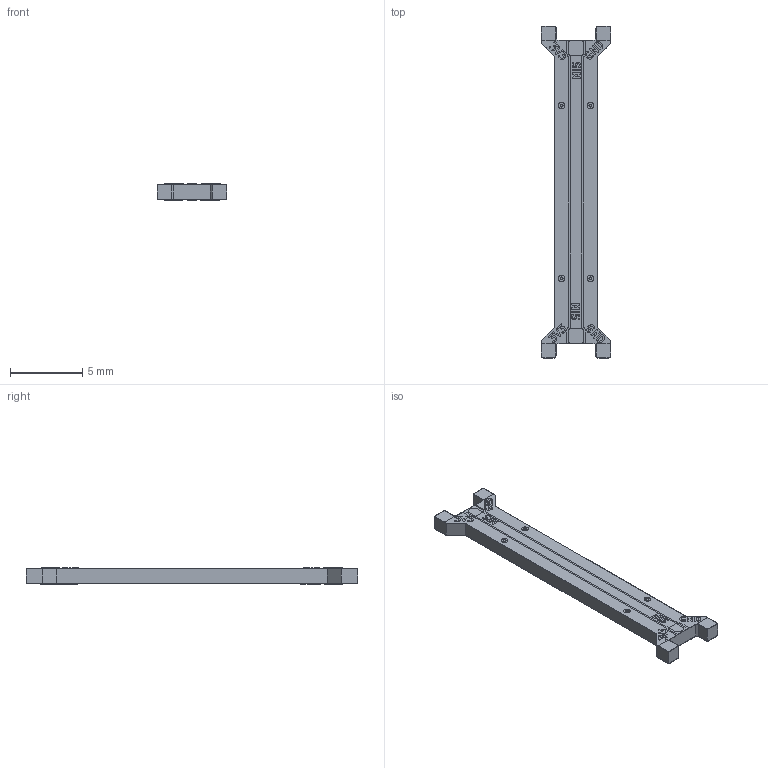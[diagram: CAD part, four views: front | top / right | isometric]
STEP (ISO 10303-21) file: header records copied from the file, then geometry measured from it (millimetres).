
FILE_DESCRIPTION(('FreeCAD Model'),'2;1');
FILE_NAME('Open CASCADE Shape Model','2024-03-07T21:24:36',(''),(''), 'Open CASCADE STEP processor 7.6','FreeCAD','Unknown');
FILE_SCHEMA(('AUTOMOTIVE_DESIGN { 1 0 10303 214 1 1 1 1 }'));
Length unit declared in the file: millimetre
Products named in the file (13): dogbone; Local_CS_8109; Board_Geoms_8109; Pcb_8109; PCB_Sketch_8109; topPads_8109; topTracks_8109; topZones_8109; botPads_8109; botTracks_8109; botZones_8109; botSilks_1c50; topSilks_1184
Assembly tree (12 placements, depth 3):
  dogbone
    Local_CS_8109
    Board_Geoms_8109
      Pcb_8109
      PCB_Sketch_8109
      topPads_8109
      topTracks_8109
      topZones_8109
      botPads_8109
      botTracks_8109
      botZones_8109
      botSilks_1c50
      topSilks_1184
Bounding box: 4.85 x 23.05 x 1.14 mm (x, y, z)
Volume: 67.3 mm3; surface area: 337.5 mm2
Topology: 1 solids, 62 shells, 87 faces, 2848 edges, 2848 vertices
Faces by surface type: plane 87
Entity records: 24559 total; most frequent: CARTESIAN_POINT 5796, DIRECTION 3134, ORIENTED_EDGE 2896, EDGE_CURVE 2824, VERTEX_POINT 2800, LINE 2762, VECTOR 2762, AXIS2_PLACEMENT_3D 186
